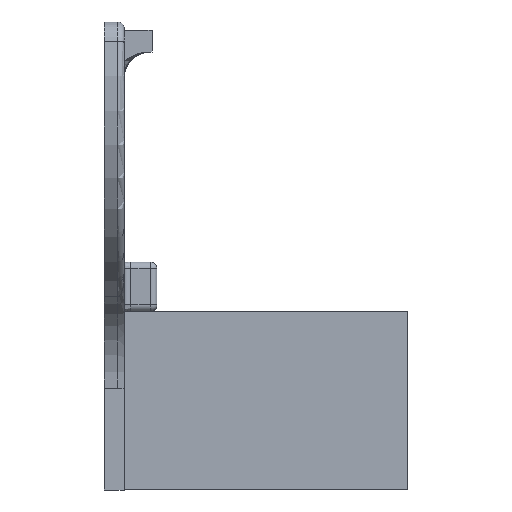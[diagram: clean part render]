
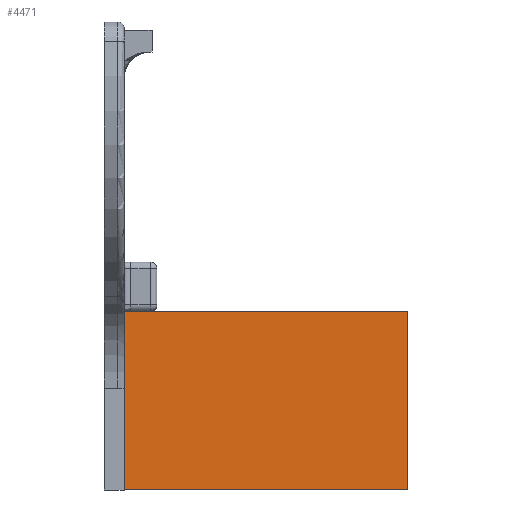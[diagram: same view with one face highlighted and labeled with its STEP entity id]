
A CAD part, front view. The second image highlights one B-rep face of the part: STEP entity #4471.
In plain terms, the highlighted planar face has unit normal (0, -1, 0).
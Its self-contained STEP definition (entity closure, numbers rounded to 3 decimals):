
#204=FACE_OUTER_BOUND('',#465,.T.);
#465=EDGE_LOOP('',(#2982,#2983,#2984,#2985));
#935=LINE('',#6604,#1400);
#936=LINE('',#6607,#1401);
#937=LINE('',#6609,#1402);
#938=LINE('',#6610,#1403);
#1400=VECTOR('',#5271,10.);
#1401=VECTOR('',#5274,10.);
#1402=VECTOR('',#5275,10.);
#1403=VECTOR('',#5276,10.);
#1867=VERTEX_POINT('',#6600);
#1868=VERTEX_POINT('',#6602);
#1869=VERTEX_POINT('',#6606);
#1870=VERTEX_POINT('',#6608);
#2301=EDGE_CURVE('',#1868,#1867,#935,.T.);
#2302=EDGE_CURVE('',#1869,#1868,#936,.T.);
#2303=EDGE_CURVE('',#1870,#1869,#937,.T.);
#2304=EDGE_CURVE('',#1870,#1867,#938,.T.);
#2982=ORIENTED_EDGE('',*,*,#2302,.F.);
#2983=ORIENTED_EDGE('',*,*,#2303,.F.);
#2984=ORIENTED_EDGE('',*,*,#2304,.T.);
#2985=ORIENTED_EDGE('',*,*,#2301,.F.);
#4300=PLANE('',#4810);
#4471=ADVANCED_FACE('',(#204),#4300,.F.);
#4810=AXIS2_PLACEMENT_3D('',#6605,#5272,#5273);
#5271=DIRECTION('',(0.,0.,1.));
#5272=DIRECTION('center_axis',(0.,1.,0.));
#5273=DIRECTION('ref_axis',(0.,0.,1.));
#5274=DIRECTION('',(-1.,0.,0.));
#5275=DIRECTION('',(0.,0.,-1.));
#5276=DIRECTION('',(-1.,0.,0.));
#6600=CARTESIAN_POINT('',(-44.2,0.,27.2));
#6602=CARTESIAN_POINT('',(-44.2,0.,-27.2));
#6604=CARTESIAN_POINT('',(-44.2,0.,-27.2));
#6605=CARTESIAN_POINT('Origin',(0.,0.,0.));
#6606=CARTESIAN_POINT('',(42.2,0.,-27.2));
#6607=CARTESIAN_POINT('',(42.2,0.,-27.2));
#6608=CARTESIAN_POINT('',(42.2,0.,27.2));
#6609=CARTESIAN_POINT('',(42.2,0.,27.2));
#6610=CARTESIAN_POINT('',(-40.2,0.,27.2));
